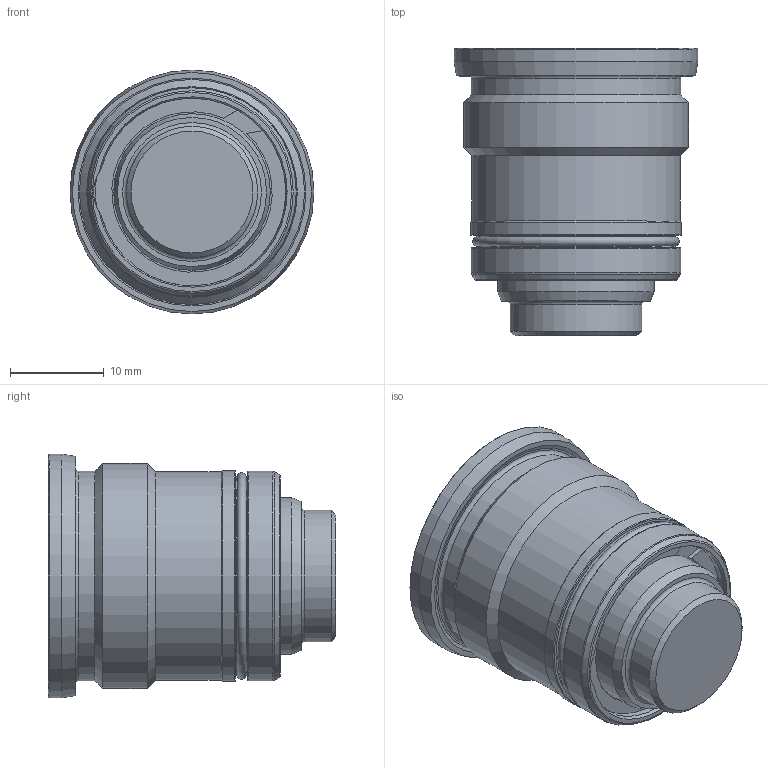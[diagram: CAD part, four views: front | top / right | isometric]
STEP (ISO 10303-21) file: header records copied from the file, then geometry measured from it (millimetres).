
FILE_DESCRIPTION (( 'STEP AP214' ), '1' );
FILE_NAME ('075-001_8000 802 STARK.basic Y.STEP', '2020-09-23T13:45:27', ( '' ), ( '' ), 'SwSTEP 2.0', 'SolidWorks 2019', '' );
FILE_SCHEMA (( 'AUTOMOTIVE_DESIGN' ));
Length unit declared in the file: millimetre
Products named in the file (1): 075-001_8000 802 STARK.basic Y
Bounding box: 26 x 30.65 x 26 mm (x, y, z)
Volume: 10242.2 mm3; surface area: 3870.7 mm2
Topology: 1 solids, 1 shells, 182 faces, 470 edges, 299 vertices
Faces by surface type: plane 64, cone 48, cylinder 26, torus 20, bspline 16, sphere 8
Full cylindrical faces by diameter (mm): 2.6 x2, 10 x2, 10.2 x1, 14 x1, 16.7 x1, 22.2 x1, 22.3 x2, 22.45 x1, 24 x1, 26 x1
Entity records: 6719 total; most frequent: CARTESIAN_POINT 2316, ORIENTED_EDGE 846, DIRECTION 730, EDGE_CURVE 423, AXIS2_PLACEMENT_3D 318, VERTEX_POINT 292, EDGE_LOOP 231, FACE_OUTER_BOUND 207
